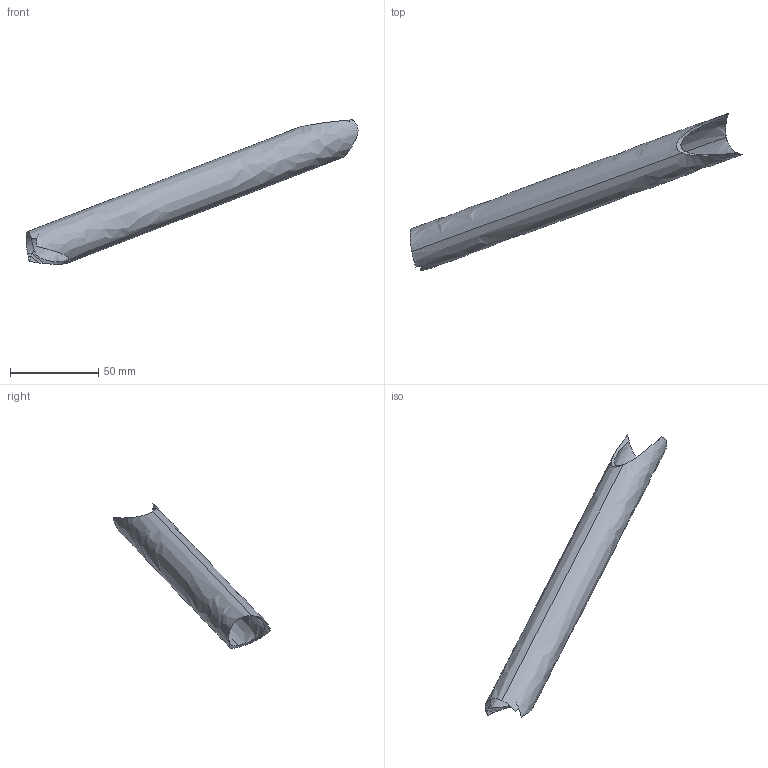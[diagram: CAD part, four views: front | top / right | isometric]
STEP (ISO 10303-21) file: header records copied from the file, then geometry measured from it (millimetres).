
FILE_DESCRIPTION(('CATIA V5 STEP Exchange'),'2;1');
FILE_NAME('31.stp','2017-12-23T18:23:09+00:00',('none'),('none'),'CATIA Version 5 Release 19 SP 2 (IN-10)','CATIA V5 STEP AP203','none');
FILE_SCHEMA(('CONFIG_CONTROL_DESIGN'));
Length unit declared in the file: millimetre
Products named in the file (1): Shape_936
Bounding box: 188.58 x 89.53 x 82.1 mm (x, y, z)
Volume: 20449.1 mm3; surface area: 27788.6 mm2
Topology: 1 solids, 1 shells, 13 faces, 41 edges, 29 vertices
Faces by surface type: extrusion 6, bspline 5, cylinder 2
Entity records: 1016 total; most frequent: CARTESIAN_POINT 700, ORIENTED_EDGE 82, EDGE_CURVE 41, B_SPLINE_CURVE_WITH_KNOTS 37, VERTEX_POINT 28, DIRECTION 13, ADVANCED_FACE 13, EDGE_LOOP 13
